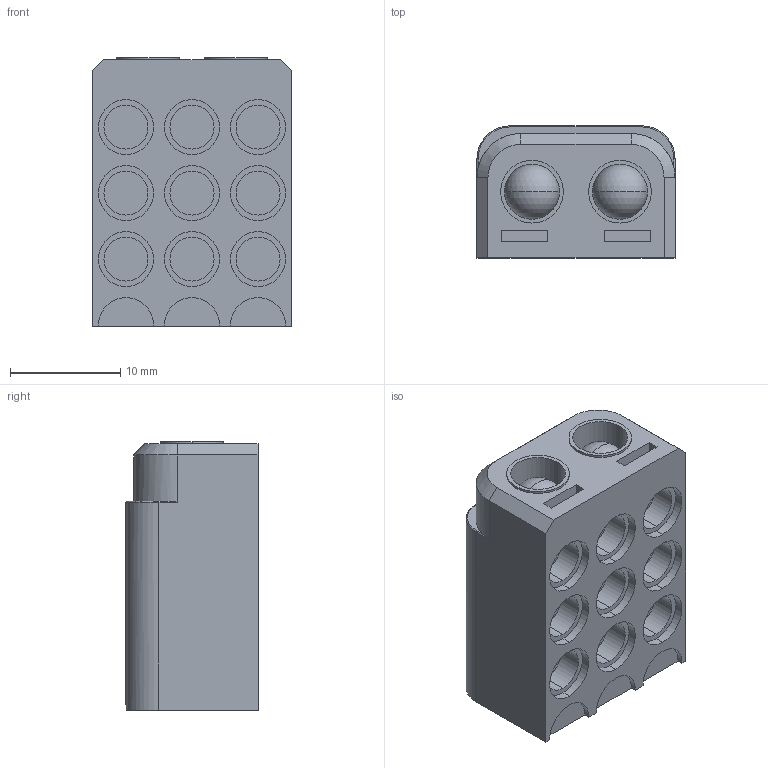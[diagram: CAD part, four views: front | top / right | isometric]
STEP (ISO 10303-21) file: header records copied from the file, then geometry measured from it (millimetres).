
FILE_DESCRIPTION (( 'STEP AP214' ), '1' );
FILE_NAME ('IR SENSOR.STEP', '2012-11-12T16:20:43', ( 'D.M.S.' ), ( '' ), 'SwSTEP 2.0', 'SolidWorks 2009', '' );
FILE_SCHEMA (( 'AUTOMOTIVE_DESIGN' ));
Length unit declared in the file: millimetre
Products named in the file (1): IR SENSOR
Bounding box: 18 x 12 x 24.4 mm (x, y, z)
Volume: 4142.8 mm3; surface area: 2533.2 mm2
Topology: 1 solids, 1 shells, 130 faces, 292 edges, 190 vertices
Faces by surface type: cylinder 66, plane 56, sphere 4, torus 2, cone 2
Entity records: 3635 total; most frequent: DIRECTION 680, CARTESIAN_POINT 617, ORIENTED_EDGE 568, EDGE_CURVE 284, AXIS2_PLACEMENT_3D 269, VERTEX_POINT 186, EDGE_LOOP 160, VECTOR 142
